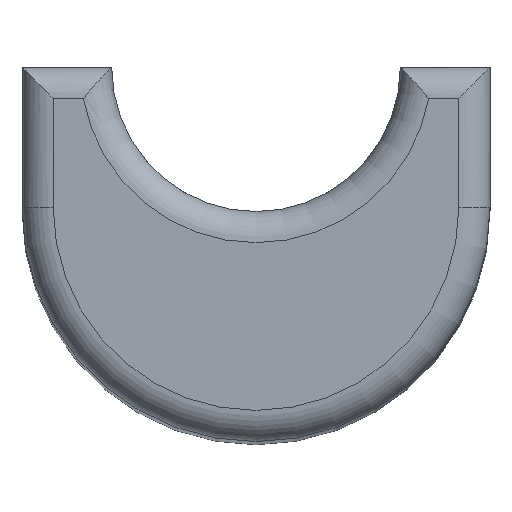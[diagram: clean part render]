
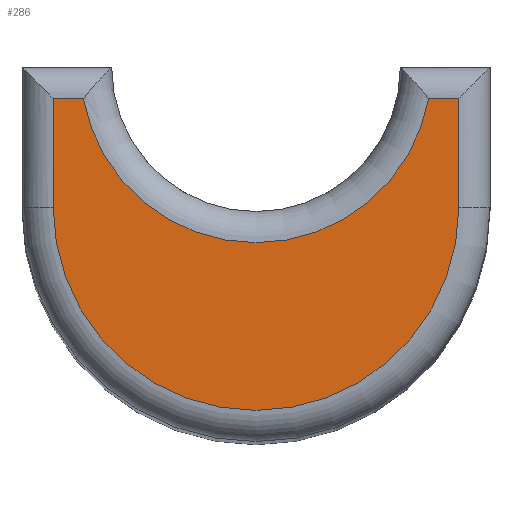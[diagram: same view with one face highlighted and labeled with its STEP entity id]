
A CAD part, top view. The second image highlights one B-rep face of the part: STEP entity #286.
In plain terms, the highlighted planar face has unit normal (0, 0, 1).
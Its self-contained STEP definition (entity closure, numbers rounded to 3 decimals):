
#24 = CARTESIAN_POINT ( 'NONE',  ( 21.5, 64., 60. ) ) ;
#34 = CARTESIAN_POINT ( 'NONE',  ( 8.5, 60.5, 60. ) ) ;
#44 = DIRECTION ( 'NONE',  ( 0., 1., 0. ) ) ;
#45 = CARTESIAN_POINT ( 'NONE',  ( 21.5, 65., 60. ) ) ;
#171 = DIRECTION ( 'NONE',  ( -1., 0., 0. ) ) ;
#180 = CARTESIAN_POINT ( 'NONE',  ( 7.5, 64., 60. ) ) ;
#216 = CARTESIAN_POINT ( 'NONE',  ( 8.5, 64., 60. ) ) ;
#235 = CARTESIAN_POINT ( 'NONE',  ( 21.5, 60.5, 60. ) ) ;
#248 = CARTESIAN_POINT ( 'NONE',  ( 9.465, 64., 60. ) ) ;
#267 = CARTESIAN_POINT ( 'NONE',  ( 20.535, 64., 60. ) ) ;
#286 = ADVANCED_FACE ( 'NONE', ( #417 ), #1196, .T. ) ;
#335 = VECTOR ( 'NONE', #807, 1000. ) ;
#337 = LINE ( 'NONE', #809, #335 ) ;
#338 = VECTOR ( 'NONE', #911, 1000. ) ;
#339 = CIRCLE ( 'NONE', #1176, 6.5 ) ;
#341 = LINE ( 'NONE', #812, #338 ) ;
#363 = CIRCLE ( 'NONE', #1151, 5.625 ) ;
#417 = FACE_OUTER_BOUND ( 'NONE', #456, .T. ) ;
#425 = VERTEX_POINT ( 'NONE', #24 ) ;
#428 = VERTEX_POINT ( 'NONE', #267 ) ;
#456 = EDGE_LOOP ( 'NONE', ( #523, #567, #553, #587, #589, #593 ) ) ;
#467 = VERTEX_POINT ( 'NONE', #34 ) ;
#485 = VERTEX_POINT ( 'NONE', #248 ) ;
#501 = VERTEX_POINT ( 'NONE', #235 ) ;
#519 = VERTEX_POINT ( 'NONE', #216 ) ;
#523 = ORIENTED_EDGE ( 'NONE', *, *, #797, .T. ) ;
#553 = ORIENTED_EDGE ( 'NONE', *, *, #796, .T. ) ;
#567 = ORIENTED_EDGE ( 'NONE', *, *, #756, .T. ) ;
#587 = ORIENTED_EDGE ( 'NONE', *, *, #779, .T. ) ;
#589 = ORIENTED_EDGE ( 'NONE', *, *, #721, .T. ) ;
#593 = ORIENTED_EDGE ( 'NONE', *, *, #798, .T. ) ;
#611 = VECTOR ( 'NONE', #44, 1000. ) ;
#613 = LINE ( 'NONE', #45, #611 ) ;
#698 = LINE ( 'NONE', #180, #700 ) ;
#700 = VECTOR ( 'NONE', #171, 1000. ) ;
#721 = EDGE_CURVE ( 'NONE', #485, #519, #698, .T. ) ;
#756 = EDGE_CURVE ( 'NONE', #501, #425, #613, .T. ) ;
#779 = EDGE_CURVE ( 'NONE', #428, #485, #363, .T. ) ;
#796 = EDGE_CURVE ( 'NONE', #425, #428, #341, .T. ) ;
#797 = EDGE_CURVE ( 'NONE', #467, #501, #339, .T. ) ;
#798 = EDGE_CURVE ( 'NONE', #519, #467, #337, .T. ) ;
#807 = DIRECTION ( 'NONE',  ( 0., -1., 0. ) ) ;
#809 = CARTESIAN_POINT ( 'NONE',  ( 8.5, 60.5, 60. ) ) ;
#812 = CARTESIAN_POINT ( 'NONE',  ( 19.625, 64., 60. ) ) ;
#903 = CARTESIAN_POINT ( 'NONE',  ( 15., 60.5, 60. ) ) ;
#905 = DIRECTION ( 'NONE',  ( 1., 0., 0. ) ) ;
#906 = DIRECTION ( 'NONE',  ( 0., 0., 1. ) ) ;
#911 = DIRECTION ( 'NONE',  ( -1., 0., 0. ) ) ;
#922 = DIRECTION ( 'NONE',  ( 0., 0., -1. ) ) ;
#923 = CARTESIAN_POINT ( 'NONE',  ( 15., 65., 60. ) ) ;
#924 = DIRECTION ( 'NONE',  ( 1., 0., 0. ) ) ;
#1110 = AXIS2_PLACEMENT_3D ( 'NONE', #1186, #1183, #1182 ) ;
#1151 = AXIS2_PLACEMENT_3D ( 'NONE', #923, #922, #924 ) ;
#1176 = AXIS2_PLACEMENT_3D ( 'NONE', #903, #906, #905 ) ;
#1182 = DIRECTION ( 'NONE',  ( 1., 0., 0. ) ) ;
#1183 = DIRECTION ( 'NONE',  ( 0., 0., 1. ) ) ;
#1186 = CARTESIAN_POINT ( 'NONE',  ( 15., 65., 60. ) ) ;
#1196 = PLANE ( 'NONE',  #1110 ) ;
